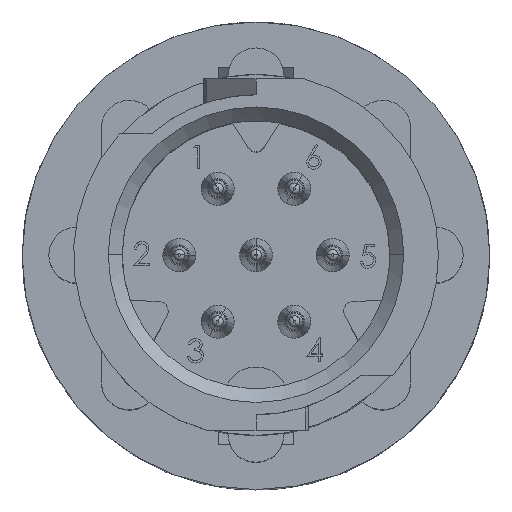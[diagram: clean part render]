
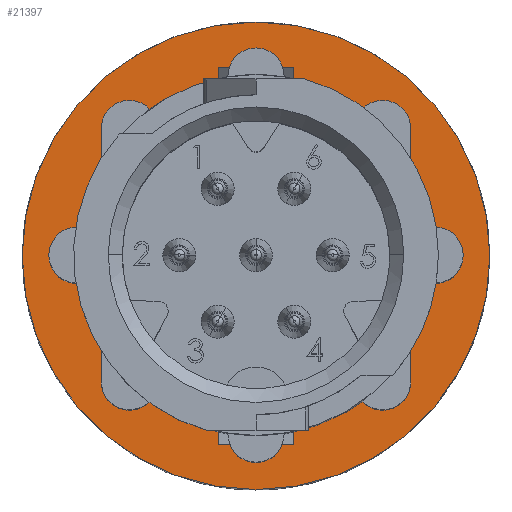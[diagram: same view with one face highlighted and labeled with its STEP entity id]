
A CAD part, top view. The second image highlights one B-rep face of the part: STEP entity #21397.
In plain terms, the highlighted planar face has unit normal (0, 0, 1).
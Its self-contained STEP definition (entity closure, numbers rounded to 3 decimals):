
#42 = EDGE_CURVE ( 'NONE', #12426, #11690, #19332, .T. ) ;
#210 = CARTESIAN_POINT ( 'NONE',  ( -1.016, 5.125, 7.061 ) ) ;
#409 = CARTESIAN_POINT ( 'NONE',  ( -1.016, -4.392, 7.061 ) ) ;
#441 = CARTESIAN_POINT ( 'NONE',  ( -1.016, -5.125, 7.061 ) ) ;
#1230 = CARTESIAN_POINT ( 'NONE',  ( -1.016, 4.392, 7.061 ) ) ;
#1354 = CARTESIAN_POINT ( 'NONE',  ( 1.016, -5.125, 7.061 ) ) ;
#1448 = LINE ( 'NONE', #16848, #8445 ) ;
#1865 = DIRECTION ( 'NONE',  ( 0., 0., 1. ) ) ;
#1898 = ORIENTED_EDGE ( 'NONE', *, *, #3146, .T. ) ;
#1932 = EDGE_CURVE ( 'NONE', #2044, #3284, #5071, .T. ) ;
#1965 = VERTEX_POINT ( 'NONE', #3024 ) ;
#2044 = VERTEX_POINT ( 'NONE', #21111 ) ;
#2622 = DIRECTION ( 'NONE',  ( 0., 1., 0. ) ) ;
#2771 = DIRECTION ( 'NONE',  ( 1., 0., 0. ) ) ;
#2905 = CIRCLE ( 'NONE', #19154, 6.35 ) ;
#2965 = VECTOR ( 'NONE', #4445, 1000. ) ;
#3024 = CARTESIAN_POINT ( 'NONE',  ( 1.016, -4.392, 7.061 ) ) ;
#3146 = EDGE_CURVE ( 'NONE', #4688, #5051, #7965, .T. ) ;
#3284 = VERTEX_POINT ( 'NONE', #3655 ) ;
#3655 = CARTESIAN_POINT ( 'NONE',  ( -6.35, 0., 7.061 ) ) ;
#4445 = DIRECTION ( 'NONE',  ( 1., 0., 0. ) ) ;
#4688 = VERTEX_POINT ( 'NONE', #210 ) ;
#5051 = VERTEX_POINT ( 'NONE', #16231 ) ;
#5071 = CIRCLE ( 'NONE', #15548, 6.35 ) ;
#5157 = DIRECTION ( 'NONE',  ( 1., 0., 0. ) ) ;
#6358 = VERTEX_POINT ( 'NONE', #20873 ) ;
#6465 = CARTESIAN_POINT ( 'NONE',  ( 0., 4.381, 7.061 ) ) ;
#6815 = CARTESIAN_POINT ( 'NONE',  ( 0., 0., 7.061 ) ) ;
#7381 = EDGE_CURVE ( 'NONE', #12898, #6358, #13179, .T. ) ;
#7631 = CARTESIAN_POINT ( 'NONE',  ( -1.016, 5.125, 7.061 ) ) ;
#7685 = VECTOR ( 'NONE', #2771, 1000. ) ;
#7965 = LINE ( 'NONE', #7631, #7685 ) ;
#8055 = ORIENTED_EDGE ( 'NONE', *, *, #16283, .F. ) ;
#8125 = EDGE_CURVE ( 'NONE', #10375, #4688, #13564, .T. ) ;
#8226 = DIRECTION ( 'NONE',  ( 0., 1., 0. ) ) ;
#8271 = VERTEX_POINT ( 'NONE', #409 ) ;
#8445 = VECTOR ( 'NONE', #9711, 1000. ) ;
#8602 = ORIENTED_EDGE ( 'NONE', *, *, #11353, .F. ) ;
#8944 = DIRECTION ( 'NONE',  ( 0., 0., 1. ) ) ;
#8974 = DIRECTION ( 'NONE',  ( 1., 0., 0. ) ) ;
#9424 = DIRECTION ( 'NONE',  ( 0., 0., 1. ) ) ;
#9526 = ORIENTED_EDGE ( 'NONE', *, *, #1932, .T. ) ;
#9711 = DIRECTION ( 'NONE',  ( 0., 1., 0. ) ) ;
#10138 = CARTESIAN_POINT ( 'NONE',  ( 0., 0., 7.061 ) ) ;
#10328 = CARTESIAN_POINT ( 'NONE',  ( 4.508, 0., 7.061 ) ) ;
#10331 = EDGE_CURVE ( 'NONE', #11690, #5051, #1448, .T. ) ;
#10375 = VERTEX_POINT ( 'NONE', #1230 ) ;
#10411 = CIRCLE ( 'NONE', #11494, 4.508 ) ;
#10460 = CARTESIAN_POINT ( 'NONE',  ( 0., 0., 7.061 ) ) ;
#10465 = CARTESIAN_POINT ( 'NONE',  ( 0., 0., 7.061 ) ) ;
#10659 = DIRECTION ( 'NONE',  ( 1., 0., 0. ) ) ;
#11195 = AXIS2_PLACEMENT_3D ( 'NONE', #10460, #1865, #8974 ) ;
#11353 = EDGE_CURVE ( 'NONE', #10375, #8271, #18058, .T. ) ;
#11494 = AXIS2_PLACEMENT_3D ( 'NONE', #14648, #9424, #16339 ) ;
#11550 = LINE ( 'NONE', #1354, #18721 ) ;
#11690 = VERTEX_POINT ( 'NONE', #19139 ) ;
#11794 = EDGE_CURVE ( 'NONE', #12898, #8271, #16208, .T. ) ;
#12172 = EDGE_CURVE ( 'NONE', #3284, #2044, #2905, .T. ) ;
#12426 = VERTEX_POINT ( 'NONE', #10328 ) ;
#12898 = VERTEX_POINT ( 'NONE', #441 ) ;
#12917 = CARTESIAN_POINT ( 'NONE',  ( -1.016, -5.125, 7.061 ) ) ;
#13064 = ORIENTED_EDGE ( 'NONE', *, *, #42, .F. ) ;
#13124 = VECTOR ( 'NONE', #8226, 1000. ) ;
#13179 = LINE ( 'NONE', #18143, #2965 ) ;
#13363 = DIRECTION ( 'NONE',  ( 0., 1., 0. ) ) ;
#13452 = ORIENTED_EDGE ( 'NONE', *, *, #10331, .F. ) ;
#13484 = DIRECTION ( 'NONE',  ( 0., 0., 1. ) ) ;
#13564 = LINE ( 'NONE', #22146, #13124 ) ;
#13815 = FACE_OUTER_BOUND ( 'NONE', #17924, .T. ) ;
#13847 = AXIS2_PLACEMENT_3D ( 'NONE', #6465, #13484, #20268 ) ;
#14462 = ORIENTED_EDGE ( 'NONE', *, *, #16234, .F. ) ;
#14648 = CARTESIAN_POINT ( 'NONE',  ( 0., 0., 7.061 ) ) ;
#15360 = DIRECTION ( 'NONE',  ( 0., 0., 1. ) ) ;
#15374 = AXIS2_PLACEMENT_3D ( 'NONE', #6815, #8944, #10659 ) ;
#15548 = AXIS2_PLACEMENT_3D ( 'NONE', #10138, #15360, #5157 ) ;
#16208 = LINE ( 'NONE', #12917, #19885 ) ;
#16231 = CARTESIAN_POINT ( 'NONE',  ( 1.016, 5.125, 7.061 ) ) ;
#16234 = EDGE_CURVE ( 'NONE', #6358, #1965, #11550, .T. ) ;
#16283 = EDGE_CURVE ( 'NONE', #1965, #12426, #10411, .T. ) ;
#16339 = DIRECTION ( 'NONE',  ( 1., 0., 0. ) ) ;
#16385 = ORIENTED_EDGE ( 'NONE', *, *, #7381, .F. ) ;
#16848 = CARTESIAN_POINT ( 'NONE',  ( 1.016, 5.125, 7.061 ) ) ;
#17494 = ORIENTED_EDGE ( 'NONE', *, *, #8125, .T. ) ;
#17924 = EDGE_LOOP ( 'NONE', ( #9526, #19036 ) ) ;
#18058 = CIRCLE ( 'NONE', #11195, 4.508 ) ;
#18143 = CARTESIAN_POINT ( 'NONE',  ( -1.016, -5.125, 7.061 ) ) ;
#18721 = VECTOR ( 'NONE', #13363, 1000. ) ;
#18734 = ORIENTED_EDGE ( 'NONE', *, *, #11794, .T. ) ;
#19036 = ORIENTED_EDGE ( 'NONE', *, *, #12172, .T. ) ;
#19063 = DIRECTION ( 'NONE',  ( 1., 0., 0. ) ) ;
#19139 = CARTESIAN_POINT ( 'NONE',  ( 1.016, 4.392, 7.061 ) ) ;
#19154 = AXIS2_PLACEMENT_3D ( 'NONE', #10465, #20772, #19063 ) ;
#19332 = CIRCLE ( 'NONE', #15374, 4.508 ) ;
#19885 = VECTOR ( 'NONE', #2622, 1000. ) ;
#20268 = DIRECTION ( 'NONE',  ( 1., 0., 0. ) ) ;
#20666 = EDGE_LOOP ( 'NONE', ( #17494, #1898, #13452, #13064, #8055, #14462, #16385, #18734, #8602 ) ) ;
#20772 = DIRECTION ( 'NONE',  ( 0., 0., 1. ) ) ;
#20873 = CARTESIAN_POINT ( 'NONE',  ( 1.016, -5.125, 7.061 ) ) ;
#21111 = CARTESIAN_POINT ( 'NONE',  ( 6.35, 0., 7.061 ) ) ;
#21397 = ADVANCED_FACE ( 'NONE', ( #22068, #13815 ), #21959, .T. ) ;
#21959 = PLANE ( 'NONE',  #13847 ) ;
#22068 = FACE_BOUND ( 'NONE', #20666, .T. ) ;
#22146 = CARTESIAN_POINT ( 'NONE',  ( -1.016, 5.125, 7.061 ) ) ;
